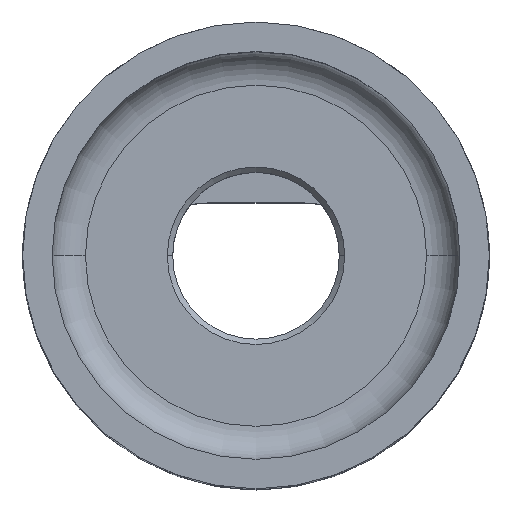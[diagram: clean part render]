
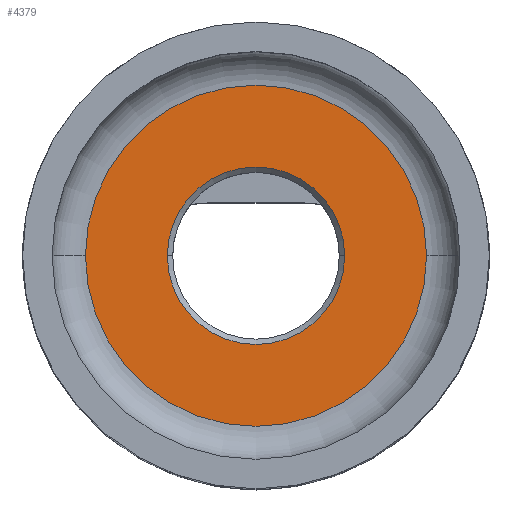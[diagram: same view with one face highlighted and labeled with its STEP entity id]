
A CAD part, top view. The second image highlights one B-rep face of the part: STEP entity #4379.
In plain terms, the highlighted face is planar.
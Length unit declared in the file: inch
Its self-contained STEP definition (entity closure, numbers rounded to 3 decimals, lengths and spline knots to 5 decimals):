
#130 = CARTESIAN_POINT ( 'NONE',  ( 3.04526, -3.10367, -0.3 ) ) ;
#141 = DIRECTION ( 'NONE',  ( 0., 0., -1. ) ) ;
#210 = AXIS2_PLACEMENT_3D ( 'NONE', #948, #2173, #2099 ) ;
#266 = VERTEX_POINT ( 'NONE', #130 ) ;
#495 = FACE_BOUND ( 'NONE', #6041, .T. ) ;
#539 = CARTESIAN_POINT ( 'NONE',  ( 3.37776, -3.10367, -0.3 ) ) ;
#707 = ORIENTED_EDGE ( 'NONE', *, *, #2684, .T. ) ;
#871 = AXIS2_PLACEMENT_3D ( 'NONE', #539, #4939, #2202 ) ;
#948 = CARTESIAN_POINT ( 'NONE',  ( 3.37776, -3.10367, -0.3 ) ) ;
#967 = AXIS2_PLACEMENT_3D ( 'NONE', #1612, #6002, #4388 ) ;
#1069 = FACE_OUTER_BOUND ( 'NONE', #6566, .T. ) ;
#1104 = DIRECTION ( 'NONE',  ( 1., 0., 0. ) ) ;
#1142 = CARTESIAN_POINT ( 'NONE',  ( 3.37776, -3.10367, -0.3 ) ) ;
#1218 = VERTEX_POINT ( 'NONE', #3849 ) ;
#1431 = VERTEX_POINT ( 'NONE', #2655 ) ;
#1544 = EDGE_CURVE ( 'NONE', #266, #1218, #4076, .T. ) ;
#1612 = CARTESIAN_POINT ( 'NONE',  ( 3.37776, -3.10367, -0.3 ) ) ;
#2099 = DIRECTION ( 'NONE',  ( 1., 0., 0. ) ) ;
#2173 = DIRECTION ( 'NONE',  ( 0., 0., 1. ) ) ;
#2202 = DIRECTION ( 'NONE',  ( 1., 0., 0. ) ) ;
#2411 = EDGE_CURVE ( 'NONE', #1431, #5339, #4789, .T. ) ;
#2511 = CIRCLE ( 'NONE', #210, 0.3325 ) ;
#2655 = CARTESIAN_POINT ( 'NONE',  ( 2.73826, -3.10367, -0.3 ) ) ;
#2659 = PLANE ( 'NONE',  #6762 ) ;
#2684 = EDGE_CURVE ( 'NONE', #5339, #1431, #3975, .T. ) ;
#2721 = DIRECTION ( 'NONE',  ( 1., 0., 0. ) ) ;
#3157 = ORIENTED_EDGE ( 'NONE', *, *, #1544, .T. ) ;
#3849 = CARTESIAN_POINT ( 'NONE',  ( 3.71026, -3.10367, -0.3 ) ) ;
#3975 = CIRCLE ( 'NONE', #871, 0.6395 ) ;
#4076 = CIRCLE ( 'NONE', #967, 0.3325 ) ;
#4204 = AXIS2_PLACEMENT_3D ( 'NONE', #1142, #141, #1104 ) ;
#4379 = ADVANCED_FACE ( 'NONE', ( #495, #1069 ), #2659, .F. ) ;
#4388 = DIRECTION ( 'NONE',  ( 1., 0., 0. ) ) ;
#4484 = ORIENTED_EDGE ( 'NONE', *, *, #2411, .T. ) ;
#4789 = CIRCLE ( 'NONE', #4204, 0.6395 ) ;
#4859 = CARTESIAN_POINT ( 'NONE',  ( 3.37776, -3.10367, -0.3 ) ) ;
#4890 = DIRECTION ( 'NONE',  ( 0., 0., 1. ) ) ;
#4939 = DIRECTION ( 'NONE',  ( 0., 0., -1. ) ) ;
#5016 = ORIENTED_EDGE ( 'NONE', *, *, #5307, .T. ) ;
#5307 = EDGE_CURVE ( 'NONE', #1218, #266, #2511, .T. ) ;
#5339 = VERTEX_POINT ( 'NONE', #6124 ) ;
#6002 = DIRECTION ( 'NONE',  ( 0., 0., 1. ) ) ;
#6041 = EDGE_LOOP ( 'NONE', ( #3157, #5016 ) ) ;
#6124 = CARTESIAN_POINT ( 'NONE',  ( 4.01726, -3.10367, -0.3 ) ) ;
#6566 = EDGE_LOOP ( 'NONE', ( #707, #4484 ) ) ;
#6762 = AXIS2_PLACEMENT_3D ( 'NONE', #4859, #4890, #2721 ) ;
